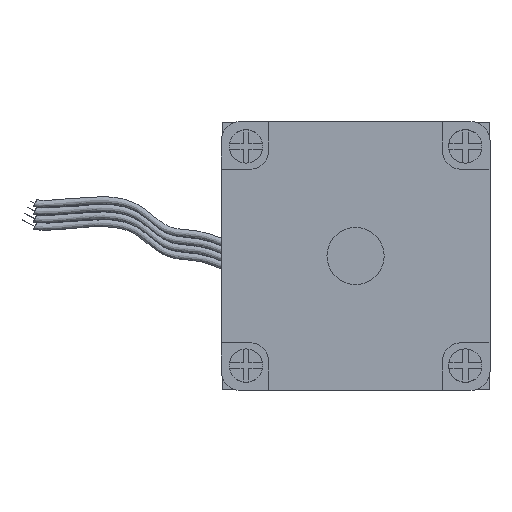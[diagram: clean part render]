
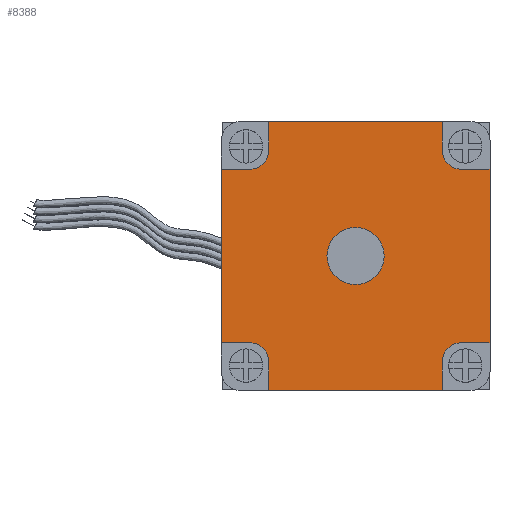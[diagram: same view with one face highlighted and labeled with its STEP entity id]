
A CAD part, front view. The second image highlights one B-rep face of the part: STEP entity #8388.
In plain terms, the highlighted planar face has unit normal (0, -1, 0).
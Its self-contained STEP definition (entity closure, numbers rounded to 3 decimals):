
#178 = CARTESIAN_POINT ( 'NONE',  ( -14.1, 0., 9.1 ) ) ;
#227 = EDGE_CURVE ( 'NONE', #18360, #17136, #2843, .T. ) ;
#724 = VECTOR ( 'NONE', #3222, 1000. ) ;
#736 = LINE ( 'NONE', #5718, #12933 ) ;
#869 = EDGE_CURVE ( 'NONE', #8269, #17136, #8220, .T. ) ;
#913 = CARTESIAN_POINT ( 'NONE',  ( 9.1, 0., 11.1 ) ) ;
#1157 = EDGE_CURVE ( 'NONE', #11010, #9017, #20504, .T. ) ;
#1167 = CARTESIAN_POINT ( 'NONE',  ( -14.1, 0., -9.1 ) ) ;
#1303 = ORIENTED_EDGE ( 'NONE', *, *, #5134, .F. ) ;
#1396 = ORIENTED_EDGE ( 'NONE', *, *, #5307, .F. ) ;
#1584 = ORIENTED_EDGE ( 'NONE', *, *, #7514, .F. ) ;
#1598 = CARTESIAN_POINT ( 'NONE',  ( 0., 0., 0. ) ) ;
#1607 = DIRECTION ( 'NONE',  ( 0., -1., 0. ) ) ;
#1617 = DIRECTION ( 'NONE',  ( 0., -1., 0. ) ) ;
#2071 = CARTESIAN_POINT ( 'NONE',  ( 9.1, 0., 9.1 ) ) ;
#2546 = ORIENTED_EDGE ( 'NONE', *, *, #10218, .F. ) ;
#2621 = CIRCLE ( 'NONE', #5000, 3. ) ;
#2709 = CIRCLE ( 'NONE', #19956, 2. ) ;
#2843 = LINE ( 'NONE', #14153, #6045 ) ;
#2883 = DIRECTION ( 'NONE',  ( 1., 0., 0. ) ) ;
#3083 = AXIS2_PLACEMENT_3D ( 'NONE', #5513, #18003, #5203 ) ;
#3222 = DIRECTION ( 'NONE',  ( 0., 0., -1. ) ) ;
#3324 = LINE ( 'NONE', #14224, #19162 ) ;
#3444 = VECTOR ( 'NONE', #18159, 1000. ) ;
#3485 = ORIENTED_EDGE ( 'NONE', *, *, #869, .T. ) ;
#3618 = VERTEX_POINT ( 'NONE', #18707 ) ;
#3853 = CARTESIAN_POINT ( 'NONE',  ( 14.1, 0., -9.1 ) ) ;
#3900 = CARTESIAN_POINT ( 'NONE',  ( -14.1, 0., -14.1 ) ) ;
#3929 = ORIENTED_EDGE ( 'NONE', *, *, #17708, .F. ) ;
#3981 = LINE ( 'NONE', #2071, #17779 ) ;
#4235 = LINE ( 'NONE', #8886, #10220 ) ;
#4354 = AXIS2_PLACEMENT_3D ( 'NONE', #14227, #9456, #17416 ) ;
#4366 = DIRECTION ( 'NONE',  ( 0., 1., 0. ) ) ;
#4395 = EDGE_CURVE ( 'NONE', #14371, #10335, #4235, .T. ) ;
#4600 = VECTOR ( 'NONE', #15717, 1000. ) ;
#4672 = VERTEX_POINT ( 'NONE', #9383 ) ;
#4743 = CARTESIAN_POINT ( 'NONE',  ( 9.1, 0., -9.1 ) ) ;
#4803 = CARTESIAN_POINT ( 'NONE',  ( -11.1, 0., 9.1 ) ) ;
#4897 = CARTESIAN_POINT ( 'NONE',  ( -9.1, 0., -11.1 ) ) ;
#5000 = AXIS2_PLACEMENT_3D ( 'NONE', #12447, #1607, #18907 ) ;
#5020 = VERTEX_POINT ( 'NONE', #4803 ) ;
#5134 = EDGE_CURVE ( 'NONE', #8207, #4672, #2621, .T. ) ;
#5177 = CARTESIAN_POINT ( 'NONE',  ( -11.1, 0., 11.1 ) ) ;
#5203 = DIRECTION ( 'NONE',  ( 0., 0., 1. ) ) ;
#5300 = DIRECTION ( 'NONE',  ( -1., 0., 0. ) ) ;
#5307 = EDGE_CURVE ( 'NONE', #13794, #7625, #15873, .T. ) ;
#5336 = DIRECTION ( 'NONE',  ( 0., 0., 1. ) ) ;
#5340 = CARTESIAN_POINT ( 'NONE',  ( 0., 0., 3. ) ) ;
#5513 = CARTESIAN_POINT ( 'NONE',  ( -11.1, 0., -11.1 ) ) ;
#5718 = CARTESIAN_POINT ( 'NONE',  ( 9.1, 0., -9.1 ) ) ;
#5822 = ORIENTED_EDGE ( 'NONE', *, *, #1157, .F. ) ;
#5958 = PLANE ( 'NONE',  #17327 ) ;
#6045 = VECTOR ( 'NONE', #7694, 1000. ) ;
#6157 = CIRCLE ( 'NONE', #9849, 3. ) ;
#6618 = LINE ( 'NONE', #10201, #3444 ) ;
#6764 = LINE ( 'NONE', #3900, #17085 ) ;
#7338 = EDGE_CURVE ( 'NONE', #16652, #8269, #2709, .T. ) ;
#7356 = VECTOR ( 'NONE', #10909, 1000. ) ;
#7514 = EDGE_CURVE ( 'NONE', #9017, #7944, #14299, .T. ) ;
#7539 = CARTESIAN_POINT ( 'NONE',  ( 11.1, 0., -9.1 ) ) ;
#7574 = CARTESIAN_POINT ( 'NONE',  ( -11.1, 0., -9.1 ) ) ;
#7625 = VERTEX_POINT ( 'NONE', #4897 ) ;
#7694 = DIRECTION ( 'NONE',  ( 0., 0., -1. ) ) ;
#7873 = DIRECTION ( 'NONE',  ( 0., 0., -1. ) ) ;
#7944 = VERTEX_POINT ( 'NONE', #178 ) ;
#8029 = EDGE_CURVE ( 'NONE', #3618, #14259, #16863, .T. ) ;
#8207 = VERTEX_POINT ( 'NONE', #5340 ) ;
#8220 = LINE ( 'NONE', #4743, #8569 ) ;
#8269 = VERTEX_POINT ( 'NONE', #7539 ) ;
#8388 = ADVANCED_FACE ( 'NONE', ( #20574, #17389 ), #5958, .F. ) ;
#8569 = VECTOR ( 'NONE', #13094, 1000. ) ;
#8886 = CARTESIAN_POINT ( 'NONE',  ( -9.1, 0., 9.1 ) ) ;
#8967 = DIRECTION ( 'NONE',  ( 0., 0., 1. ) ) ;
#9017 = VERTEX_POINT ( 'NONE', #1167 ) ;
#9383 = CARTESIAN_POINT ( 'NONE',  ( 0., 0., -3. ) ) ;
#9456 = DIRECTION ( 'NONE',  ( 0., 1., 0. ) ) ;
#9605 = ORIENTED_EDGE ( 'NONE', *, *, #14546, .F. ) ;
#9849 = AXIS2_PLACEMENT_3D ( 'NONE', #19101, #1617, #7873 ) ;
#9967 = EDGE_CURVE ( 'NONE', #14371, #12646, #6618, .T. ) ;
#10098 = ORIENTED_EDGE ( 'NONE', *, *, #227, .F. ) ;
#10201 = CARTESIAN_POINT ( 'NONE',  ( -14.1, 0., 14.1 ) ) ;
#10218 = EDGE_CURVE ( 'NONE', #4672, #8207, #6157, .T. ) ;
#10220 = VECTOR ( 'NONE', #15342, 1000. ) ;
#10335 = VERTEX_POINT ( 'NONE', #12404 ) ;
#10909 = DIRECTION ( 'NONE',  ( 0., 0., 1. ) ) ;
#10935 = CARTESIAN_POINT ( 'NONE',  ( 9.1, 0., -11.1 ) ) ;
#11010 = VERTEX_POINT ( 'NONE', #7574 ) ;
#11088 = ORIENTED_EDGE ( 'NONE', *, *, #11760, .T. ) ;
#11262 = LINE ( 'NONE', #17729, #724 ) ;
#11616 = DIRECTION ( 'NONE',  ( 0., 0., 1. ) ) ;
#11760 = EDGE_CURVE ( 'NONE', #19309, #16652, #736, .T. ) ;
#12340 = ORIENTED_EDGE ( 'NONE', *, *, #18386, .F. ) ;
#12354 = ORIENTED_EDGE ( 'NONE', *, *, #13637, .T. ) ;
#12404 = CARTESIAN_POINT ( 'NONE',  ( -9.1, 0., 11.1 ) ) ;
#12447 = CARTESIAN_POINT ( 'NONE',  ( 0., 0., 0. ) ) ;
#12613 = CARTESIAN_POINT ( 'NONE',  ( -14.1, 0., -14.1 ) ) ;
#12646 = VERTEX_POINT ( 'NONE', #14679 ) ;
#12669 = EDGE_CURVE ( 'NONE', #10335, #5020, #18271, .T. ) ;
#12677 = ORIENTED_EDGE ( 'NONE', *, *, #19399, .T. ) ;
#12933 = VECTOR ( 'NONE', #8967, 1000. ) ;
#13094 = DIRECTION ( 'NONE',  ( 1., 0., 0. ) ) ;
#13141 = ORIENTED_EDGE ( 'NONE', *, *, #12669, .T. ) ;
#13147 = ORIENTED_EDGE ( 'NONE', *, *, #9967, .F. ) ;
#13360 = DIRECTION ( 'NONE',  ( 0., 1., 0. ) ) ;
#13539 = CIRCLE ( 'NONE', #3083, 2. ) ;
#13637 = EDGE_CURVE ( 'NONE', #11010, #7625, #13539, .T. ) ;
#13712 = CARTESIAN_POINT ( 'NONE',  ( 14.1, 0., 9.1 ) ) ;
#13794 = VERTEX_POINT ( 'NONE', #14062 ) ;
#13937 = ORIENTED_EDGE ( 'NONE', *, *, #8029, .T. ) ;
#14062 = CARTESIAN_POINT ( 'NONE',  ( -9.1, 0., -14.1 ) ) ;
#14153 = CARTESIAN_POINT ( 'NONE',  ( 14.1, 0., -14.1 ) ) ;
#14224 = CARTESIAN_POINT ( 'NONE',  ( -9.1, 0., 9.1 ) ) ;
#14227 = CARTESIAN_POINT ( 'NONE',  ( 11.1, 0., 11.1 ) ) ;
#14259 = VERTEX_POINT ( 'NONE', #913 ) ;
#14299 = LINE ( 'NONE', #12613, #15840 ) ;
#14371 = VERTEX_POINT ( 'NONE', #20801 ) ;
#14546 = EDGE_CURVE ( 'NONE', #12646, #14259, #11262, .T. ) ;
#14679 = CARTESIAN_POINT ( 'NONE',  ( 9.1, 0., 14.1 ) ) ;
#15342 = DIRECTION ( 'NONE',  ( 0., 0., -1. ) ) ;
#15581 = EDGE_LOOP ( 'NONE', ( #2546, #1303 ) ) ;
#15717 = DIRECTION ( 'NONE',  ( -1., 0., 0. ) ) ;
#15810 = DIRECTION ( 'NONE',  ( -1., 0., 0. ) ) ;
#15840 = VECTOR ( 'NONE', #20464, 1000. ) ;
#15873 = LINE ( 'NONE', #17686, #7356 ) ;
#16643 = CARTESIAN_POINT ( 'NONE',  ( 11.1, 0., -11.1 ) ) ;
#16652 = VERTEX_POINT ( 'NONE', #10935 ) ;
#16863 = CIRCLE ( 'NONE', #4354, 2. ) ;
#17085 = VECTOR ( 'NONE', #5300, 1000. ) ;
#17107 = CARTESIAN_POINT ( 'NONE',  ( -9.1, 0., -9.1 ) ) ;
#17136 = VERTEX_POINT ( 'NONE', #3853 ) ;
#17312 = CARTESIAN_POINT ( 'NONE',  ( 9.1, 0., -14.1 ) ) ;
#17327 = AXIS2_PLACEMENT_3D ( 'NONE', #1598, #4366, #2883 ) ;
#17389 = FACE_OUTER_BOUND ( 'NONE', #18966, .T. ) ;
#17416 = DIRECTION ( 'NONE',  ( 0., 0., 1. ) ) ;
#17686 = CARTESIAN_POINT ( 'NONE',  ( -9.1, 0., -9.1 ) ) ;
#17708 = EDGE_CURVE ( 'NONE', #19309, #13794, #6764, .T. ) ;
#17729 = CARTESIAN_POINT ( 'NONE',  ( 9.1, 0., 9.1 ) ) ;
#17779 = VECTOR ( 'NONE', #18278, 1000. ) ;
#18003 = DIRECTION ( 'NONE',  ( 0., 1., 0. ) ) ;
#18159 = DIRECTION ( 'NONE',  ( 1., 0., 0. ) ) ;
#18183 = DIRECTION ( 'NONE',  ( 0., 1., 0. ) ) ;
#18271 = CIRCLE ( 'NONE', #18951, 2. ) ;
#18278 = DIRECTION ( 'NONE',  ( 1., 0., 0. ) ) ;
#18360 = VERTEX_POINT ( 'NONE', #13712 ) ;
#18386 = EDGE_CURVE ( 'NONE', #3618, #18360, #3981, .T. ) ;
#18707 = CARTESIAN_POINT ( 'NONE',  ( 11.1, 0., 9.1 ) ) ;
#18907 = DIRECTION ( 'NONE',  ( 0., 0., -1. ) ) ;
#18951 = AXIS2_PLACEMENT_3D ( 'NONE', #5177, #18183, #11616 ) ;
#18966 = EDGE_LOOP ( 'NONE', ( #10098, #12340, #13937, #9605, #13147, #20163, #13141, #12677, #1584, #5822, #12354, #1396, #3929, #11088, #19430, #3485 ) ) ;
#19101 = CARTESIAN_POINT ( 'NONE',  ( 0., 0., 0. ) ) ;
#19162 = VECTOR ( 'NONE', #15810, 1000. ) ;
#19309 = VERTEX_POINT ( 'NONE', #17312 ) ;
#19399 = EDGE_CURVE ( 'NONE', #5020, #7944, #3324, .T. ) ;
#19430 = ORIENTED_EDGE ( 'NONE', *, *, #7338, .T. ) ;
#19956 = AXIS2_PLACEMENT_3D ( 'NONE', #16643, #13360, #5336 ) ;
#20163 = ORIENTED_EDGE ( 'NONE', *, *, #4395, .T. ) ;
#20464 = DIRECTION ( 'NONE',  ( 0., 0., 1. ) ) ;
#20504 = LINE ( 'NONE', #17107, #4600 ) ;
#20574 = FACE_BOUND ( 'NONE', #15581, .T. ) ;
#20801 = CARTESIAN_POINT ( 'NONE',  ( -9.1, 0., 14.1 ) ) ;
